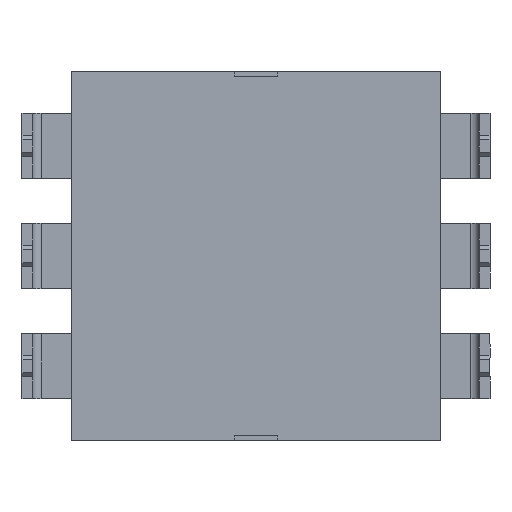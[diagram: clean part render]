
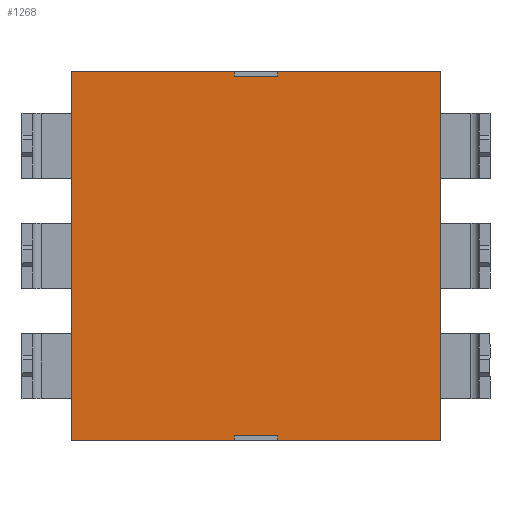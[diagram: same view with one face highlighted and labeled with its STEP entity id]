
A CAD part, front view. The second image highlights one B-rep face of the part: STEP entity #1268.
In plain terms, the highlighted planar face has unit normal (0, -1, 0).
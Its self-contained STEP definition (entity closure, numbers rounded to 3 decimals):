
#11 = CARTESIAN_POINT ( 'NONE',  ( 0., 0., 0. ) ) ;
#23 = AXIS2_PLACEMENT_3D ( 'NONE', #334, #2709, #1351 ) ;
#47 = ORIENTED_EDGE ( 'NONE', *, *, #414, .F. ) ;
#74 = EDGE_CURVE ( 'NONE', #3028, #162, #2999, .T. ) ;
#130 = CARTESIAN_POINT ( 'NONE',  ( 4.75, 0., 0.1 ) ) ;
#143 = VECTOR ( 'NONE', #447, 1000. ) ;
#150 = VERTEX_POINT ( 'NONE', #1642 ) ;
#151 = DIRECTION ( 'NONE',  ( 0., 0., 1. ) ) ;
#162 = VERTEX_POINT ( 'NONE', #2069 ) ;
#193 = EDGE_CURVE ( 'NONE', #1045, #3024, #3095, .T. ) ;
#334 = CARTESIAN_POINT ( 'NONE',  ( 0., 0., 0. ) ) ;
#364 = ORIENTED_EDGE ( 'NONE', *, *, #834, .T. ) ;
#394 = CARTESIAN_POINT ( 'NONE',  ( 3.75, 0., 0.1 ) ) ;
#414 = EDGE_CURVE ( 'NONE', #779, #1045, #3441, .T. ) ;
#447 = DIRECTION ( 'NONE',  ( 0., 0., -1. ) ) ;
#468 = CARTESIAN_POINT ( 'NONE',  ( 3.75, 0., 8.4 ) ) ;
#476 = LINE ( 'NONE', #1830, #3797 ) ;
#498 = DIRECTION ( 'NONE',  ( -1., 0., 0. ) ) ;
#520 = CARTESIAN_POINT ( 'NONE',  ( 4.75, 0., 0.1 ) ) ;
#539 = LINE ( 'NONE', #1892, #3003 ) ;
#547 = VERTEX_POINT ( 'NONE', #2213 ) ;
#548 = CARTESIAN_POINT ( 'NONE',  ( 4.75, 0., 8.5 ) ) ;
#591 = VERTEX_POINT ( 'NONE', #548 ) ;
#607 = VERTEX_POINT ( 'NONE', #468 ) ;
#731 = ORIENTED_EDGE ( 'NONE', *, *, #74, .F. ) ;
#734 = VECTOR ( 'NONE', #1509, 1000. ) ;
#745 = EDGE_LOOP ( 'NONE', ( #3636, #3072, #47, #364, #731, #3102, #4193, #976, #2913, #3494, #4321, #3582 ) ) ;
#779 = VERTEX_POINT ( 'NONE', #130 ) ;
#794 = CARTESIAN_POINT ( 'NONE',  ( 0., 0., 0. ) ) ;
#834 = EDGE_CURVE ( 'NONE', #779, #162, #3580, .T. ) ;
#905 = PLANE ( 'NONE',  #23 ) ;
#976 = ORIENTED_EDGE ( 'NONE', *, *, #2965, .F. ) ;
#1045 = VERTEX_POINT ( 'NONE', #394 ) ;
#1061 = DIRECTION ( 'NONE',  ( 1., 0., 0. ) ) ;
#1085 = DIRECTION ( 'NONE',  ( -1., 0., 0. ) ) ;
#1207 = DIRECTION ( 'NONE',  ( 0., 0., -1. ) ) ;
#1268 = ADVANCED_FACE ( 'NONE', ( #2619 ), #905, .F. ) ;
#1351 = DIRECTION ( 'NONE',  ( 0., 0., 1. ) ) ;
#1397 = VECTOR ( 'NONE', #1588, 1000. ) ;
#1435 = CARTESIAN_POINT ( 'NONE',  ( 4.75, 0., 0.1 ) ) ;
#1456 = VECTOR ( 'NONE', #1739, 1000. ) ;
#1509 = DIRECTION ( 'NONE',  ( 1., 0., 0. ) ) ;
#1536 = LINE ( 'NONE', #3844, #734 ) ;
#1588 = DIRECTION ( 'NONE',  ( 0., 0., 1. ) ) ;
#1600 = VECTOR ( 'NONE', #1085, 1000. ) ;
#1642 = CARTESIAN_POINT ( 'NONE',  ( 0., 0., 8.5 ) ) ;
#1706 = CARTESIAN_POINT ( 'NONE',  ( 3.75, 0., 8.5 ) ) ;
#1739 = DIRECTION ( 'NONE',  ( 0., 0., -1. ) ) ;
#1822 = EDGE_CURVE ( 'NONE', #547, #3028, #4122, .T. ) ;
#1830 = CARTESIAN_POINT ( 'NONE',  ( 0., 0., 8.5 ) ) ;
#1834 = CARTESIAN_POINT ( 'NONE',  ( 3.75, 0., 0. ) ) ;
#1892 = CARTESIAN_POINT ( 'NONE',  ( 4.75, 0., 8.4 ) ) ;
#1935 = VERTEX_POINT ( 'NONE', #11 ) ;
#2020 = CARTESIAN_POINT ( 'NONE',  ( 0., 0., 0. ) ) ;
#2021 = VECTOR ( 'NONE', #3663, 1000. ) ;
#2069 = CARTESIAN_POINT ( 'NONE',  ( 4.75, 0., 0. ) ) ;
#2085 = CARTESIAN_POINT ( 'NONE',  ( 8.5, 0., 0. ) ) ;
#2213 = CARTESIAN_POINT ( 'NONE',  ( 8.5, 0., 8.5 ) ) ;
#2233 = VECTOR ( 'NONE', #1207, 1000. ) ;
#2360 = DIRECTION ( 'NONE',  ( -1., 0., 0. ) ) ;
#2544 = LINE ( 'NONE', #3205, #3215 ) ;
#2619 = FACE_OUTER_BOUND ( 'NONE', #745, .T. ) ;
#2709 = DIRECTION ( 'NONE',  ( 0., 1., 0. ) ) ;
#2771 = VECTOR ( 'NONE', #1061, 1000. ) ;
#2845 = VERTEX_POINT ( 'NONE', #4340 ) ;
#2873 = CARTESIAN_POINT ( 'NONE',  ( 8.5, 0., 0. ) ) ;
#2913 = ORIENTED_EDGE ( 'NONE', *, *, #4385, .F. ) ;
#2959 = EDGE_CURVE ( 'NONE', #3024, #1935, #2544, .T. ) ;
#2965 = EDGE_CURVE ( 'NONE', #2845, #591, #539, .T. ) ;
#2999 = LINE ( 'NONE', #2020, #4281 ) ;
#3003 = VECTOR ( 'NONE', #151, 1000. ) ;
#3006 = EDGE_CURVE ( 'NONE', #591, #547, #1536, .T. ) ;
#3024 = VERTEX_POINT ( 'NONE', #1834 ) ;
#3028 = VERTEX_POINT ( 'NONE', #2873 ) ;
#3072 = ORIENTED_EDGE ( 'NONE', *, *, #193, .F. ) ;
#3095 = LINE ( 'NONE', #4111, #1456 ) ;
#3102 = ORIENTED_EDGE ( 'NONE', *, *, #1822, .F. ) ;
#3107 = CARTESIAN_POINT ( 'NONE',  ( 3.75, 0., 8.4 ) ) ;
#3176 = EDGE_CURVE ( 'NONE', #607, #3843, #3994, .T. ) ;
#3183 = DIRECTION ( 'NONE',  ( 1., 0., 0. ) ) ;
#3205 = CARTESIAN_POINT ( 'NONE',  ( 0., 0., 0. ) ) ;
#3215 = VECTOR ( 'NONE', #498, 1000. ) ;
#3421 = EDGE_CURVE ( 'NONE', #150, #3843, #476, .T. ) ;
#3434 = LINE ( 'NONE', #3107, #2771 ) ;
#3441 = LINE ( 'NONE', #1435, #1600 ) ;
#3494 = ORIENTED_EDGE ( 'NONE', *, *, #3176, .T. ) ;
#3580 = LINE ( 'NONE', #520, #2233 ) ;
#3582 = ORIENTED_EDGE ( 'NONE', *, *, #3706, .F. ) ;
#3636 = ORIENTED_EDGE ( 'NONE', *, *, #2959, .F. ) ;
#3663 = DIRECTION ( 'NONE',  ( 0., 0., 1. ) ) ;
#3706 = EDGE_CURVE ( 'NONE', #1935, #150, #3836, .T. ) ;
#3797 = VECTOR ( 'NONE', #3183, 1000. ) ;
#3836 = LINE ( 'NONE', #794, #1397 ) ;
#3843 = VERTEX_POINT ( 'NONE', #1706 ) ;
#3844 = CARTESIAN_POINT ( 'NONE',  ( 0., 0., 8.5 ) ) ;
#3969 = CARTESIAN_POINT ( 'NONE',  ( 3.75, 0., 8.4 ) ) ;
#3994 = LINE ( 'NONE', #3969, #2021 ) ;
#4111 = CARTESIAN_POINT ( 'NONE',  ( 3.75, 0., 0.1 ) ) ;
#4122 = LINE ( 'NONE', #2085, #143 ) ;
#4193 = ORIENTED_EDGE ( 'NONE', *, *, #3006, .F. ) ;
#4281 = VECTOR ( 'NONE', #2360, 1000. ) ;
#4321 = ORIENTED_EDGE ( 'NONE', *, *, #3421, .F. ) ;
#4340 = CARTESIAN_POINT ( 'NONE',  ( 4.75, 0., 8.4 ) ) ;
#4385 = EDGE_CURVE ( 'NONE', #607, #2845, #3434, .T. ) ;
